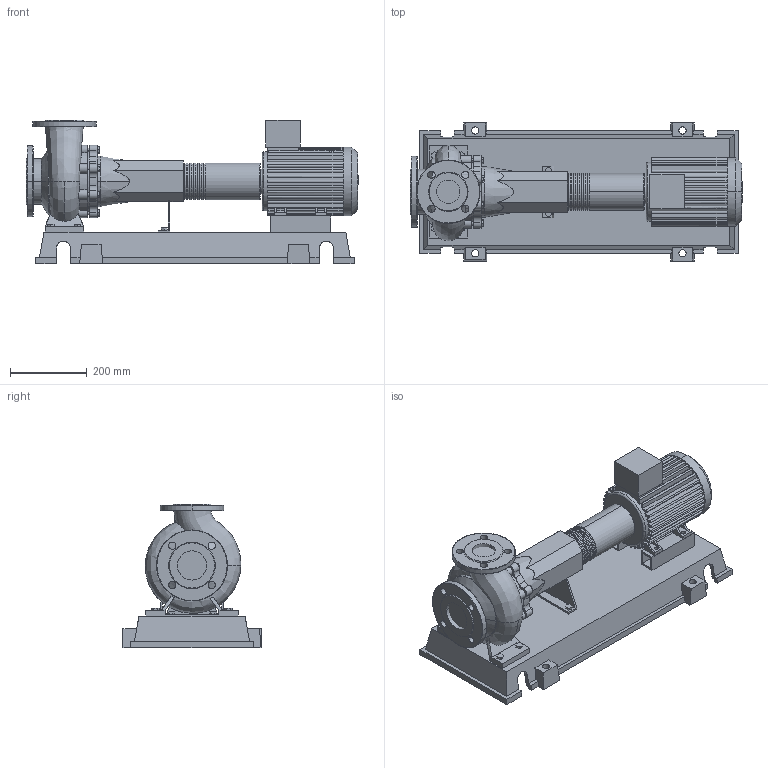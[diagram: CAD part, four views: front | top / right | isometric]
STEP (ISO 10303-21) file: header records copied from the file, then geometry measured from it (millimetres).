
FILE_DESCRIPTION((''),'2;1');
FILE_NAME('3d_NL50_125-1.5-2-12-4109039.stp','2015-03-03T07:12:04',(''),(''),'Mechanical Desktop 2009','Mechanical Desktop 2009',', , ');
FILE_SCHEMA(('CONFIG_CONTROL_DESIGN'));
Length unit declared in the file: millimetre
Products named in the file (1): Product
Bounding box: 865 x 360 x 375 mm (x, y, z)
Volume: 20736674.2 mm3; surface area: 1923512.3 mm2
Topology: 13 solids, 13 shells, 828 faces, 2198 edges, 1445 vertices
Faces by surface type: plane 436, bspline 197, cylinder 181, cone 8, torus 6
Entity records: 29979 total; most frequent: CARTESIAN_POINT 9473, ORIENTED_EDGE 4398, DIRECTION 4001, EDGE_CURVE 2199, VERTEX_POINT 1444, VECTOR 1441, LINE 1441, AXIS2_PLACEMENT_3D 1280
